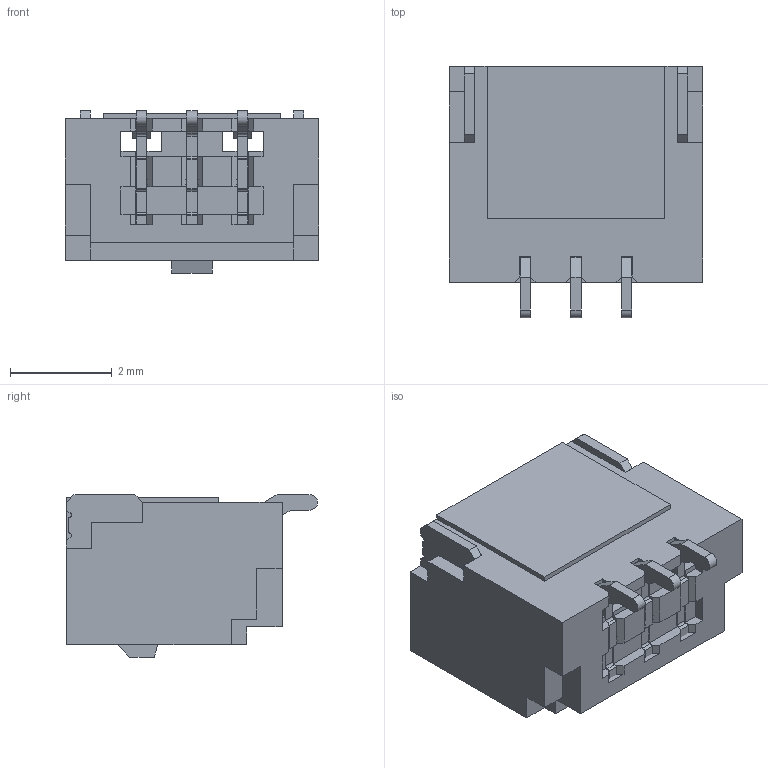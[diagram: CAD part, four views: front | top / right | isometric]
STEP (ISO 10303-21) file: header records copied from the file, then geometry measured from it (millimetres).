
FILE_DESCRIPTION(/* description */ ('STEP AP214'),/* implementation_level */ '2;1');
FILE_NAME(/* name */ 'T1M-03-GF-S-RA-TR',/* time_stamp */ '2025-03-25T16:05:03+01:00',/* author */ ('License CC BY-ND 4.0'),/* organization */ ('CADENAS'),/* preprocessor_version */ 'ST-DEVELOPER v19.3',/* originating_system */ 'PARTsolutions',/* authorisation */ ' ');
FILE_SCHEMA (('AUTOMOTIVE_DESIGN {1 0 10303 214 3 1 1}'));
Length unit declared in the file: millimetre
Products named in the file (5): T1M-03-GF-S-RA-TR; T1T1M-03-T-S-RA-TR; P2T1M-03-GF-S-RA-TR; P22T1M-03-GF-S-RA-TR; WT-68-01-X_wt
Assembly tree (5 placements, depth 2):
  T1M-03-GF-S-RA-TR
    T1T1M-03-T-S-RA-TR
    P2T1M-03-GF-S-RA-TR
    P22T1M-03-GF-S-RA-TR
    WT-68-01-X_wt  x2
Bounding box: 5 x 4.95 x 3.2 mm (x, y, z)
Volume: 32.7 mm3; surface area: 186.7 mm2
Topology: 5 solids, 5 shells, 395 faces, 1170 edges, 780 vertices
Faces by surface type: plane 333, cylinder 62
Entity records: 12180 total; most frequent: CARTESIAN_POINT 2169, ORIENTED_EDGE 2160, DIRECTION 1924, EDGE_CURVE 1080, LINE 974, VECTOR 974, VERTEX_POINT 720, AXIS2_PLACEMENT_3D 475
